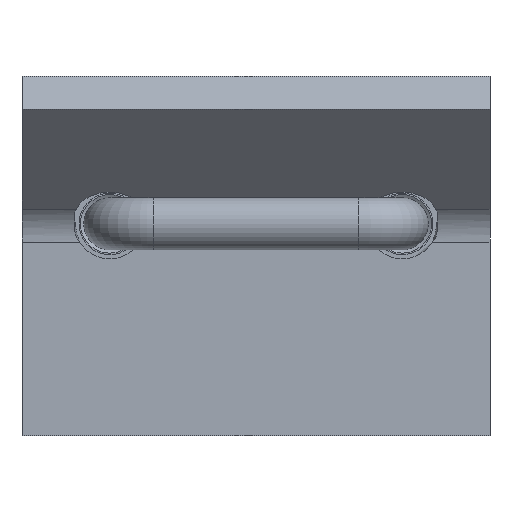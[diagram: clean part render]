
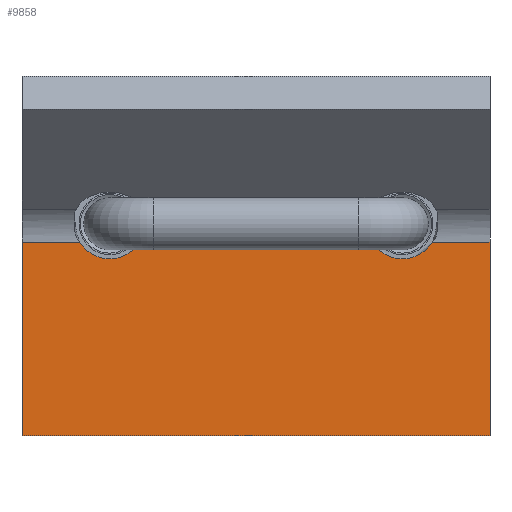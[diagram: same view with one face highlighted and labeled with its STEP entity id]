
A CAD part, front view. The second image highlights one B-rep face of the part: STEP entity #9858.
In plain terms, the highlighted planar face has unit normal (0, -1, 0).
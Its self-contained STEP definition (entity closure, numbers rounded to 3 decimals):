
#9526=CARTESIAN_POINT('',(30.125,81.45,-3.12));
#9527=VERTEX_POINT('',#9526);
#9579=CARTESIAN_POINT('',(19.875,81.45,-3.12));
#9580=VERTEX_POINT('',#9579);
#9708=CARTESIAN_POINT('',(25.,81.45,0.));
#9709=DIRECTION('',(0.0,1.0,0.0));
#9710=DIRECTION('',(1.0,0.0,0.0));
#9711=AXIS2_PLACEMENT_3D('',#9708,#9709,#9710);
#9712=CIRCLE('',#9711,6.);
#9713=EDGE_CURVE('',#9527,#9580,#9712,.T.);
#9755=CARTESIAN_POINT('',(-19.875,81.45,-3.12));
#9756=VERTEX_POINT('',#9755);
#9764=CARTESIAN_POINT('',(19.875,81.45,-3.12));
#9765=DIRECTION('',(-1.0,0.0,0.0));
#9766=VECTOR('',#9765,39.75);
#9767=LINE('',#9764,#9766);
#9768=EDGE_CURVE('',#9580,#9756,#9767,.T.);
#9783=CARTESIAN_POINT('',(40.,81.45,-3.12));
#9784=VERTEX_POINT('',#9783);
#9785=CARTESIAN_POINT('',(40.,81.45,-3.12));
#9786=DIRECTION('',(-1.0,0.0,0.0));
#9787=VECTOR('',#9786,9.875);
#9788=LINE('',#9785,#9787);
#9789=EDGE_CURVE('',#9784,#9527,#9788,.T.);
#9809=CARTESIAN_POINT('',(0.,81.45,-3.096));
#9810=DIRECTION('',(0.0,-1.0,0.0));
#9811=DIRECTION('',(-1.0,0.0,0.0));
#9812=AXIS2_PLACEMENT_3D('',#9809,#9810,#9811);
#9813=PLANE('',#9812);
#9814=ORIENTED_EDGE('',*,*,#9713,.T.);
#9815=ORIENTED_EDGE('',*,*,#9768,.T.);
#9816=CARTESIAN_POINT('',(-30.125,81.45,-3.12));
#9817=VERTEX_POINT('',#9816);
#9818=CARTESIAN_POINT('',(-25.,81.45,0.));
#9819=DIRECTION('',(0.0,1.0,0.0));
#9820=DIRECTION('',(-1.0,0.0,0.0));
#9821=AXIS2_PLACEMENT_3D('',#9818,#9819,#9820);
#9822=CIRCLE('',#9821,6.);
#9823=EDGE_CURVE('',#9756,#9817,#9822,.T.);
#9824=ORIENTED_EDGE('',*,*,#9823,.T.);
#9825=CARTESIAN_POINT('',(-40.,81.45,-3.12));
#9826=VERTEX_POINT('',#9825);
#9827=CARTESIAN_POINT('',(-30.125,81.45,-3.12));
#9828=DIRECTION('',(-1.0,0.0,0.0));
#9829=VECTOR('',#9828,9.875);
#9830=LINE('',#9827,#9829);
#9831=EDGE_CURVE('',#9817,#9826,#9830,.T.);
#9832=ORIENTED_EDGE('',*,*,#9831,.T.);
#9833=CARTESIAN_POINT('',(-40.,81.45,-36.193));
#9834=VERTEX_POINT('',#9833);
#9835=CARTESIAN_POINT('',(-40.,81.45,-3.12));
#9836=DIRECTION('',(0.0,0.0,-1.0));
#9837=VECTOR('',#9836,33.073);
#9838=LINE('',#9835,#9837);
#9839=EDGE_CURVE('',#9826,#9834,#9838,.T.);
#9840=ORIENTED_EDGE('',*,*,#9839,.T.);
#9841=CARTESIAN_POINT('',(40.,81.45,-36.193));
#9842=VERTEX_POINT('',#9841);
#9843=CARTESIAN_POINT('',(-40.,81.45,-36.193));
#9844=DIRECTION('',(1.0,0.0,0.0));
#9845=VECTOR('',#9844,80.0);
#9846=LINE('',#9843,#9845);
#9847=EDGE_CURVE('',#9834,#9842,#9846,.T.);
#9848=ORIENTED_EDGE('',*,*,#9847,.T.);
#9849=CARTESIAN_POINT('',(40.,81.45,-3.12));
#9850=DIRECTION('',(0.0,0.0,-1.0));
#9851=VECTOR('',#9850,33.073);
#9852=LINE('',#9849,#9851);
#9853=EDGE_CURVE('',#9784,#9842,#9852,.T.);
#9854=ORIENTED_EDGE('',*,*,#9853,.F.);
#9855=ORIENTED_EDGE('',*,*,#9789,.T.);
#9856=EDGE_LOOP('',(#9814,#9815,#9824,#9832,#9840,#9848,#9854,#9855));
#9857=FACE_OUTER_BOUND('',#9856,.T.);
#9858=ADVANCED_FACE('',(#9857),#9813,.T.);
